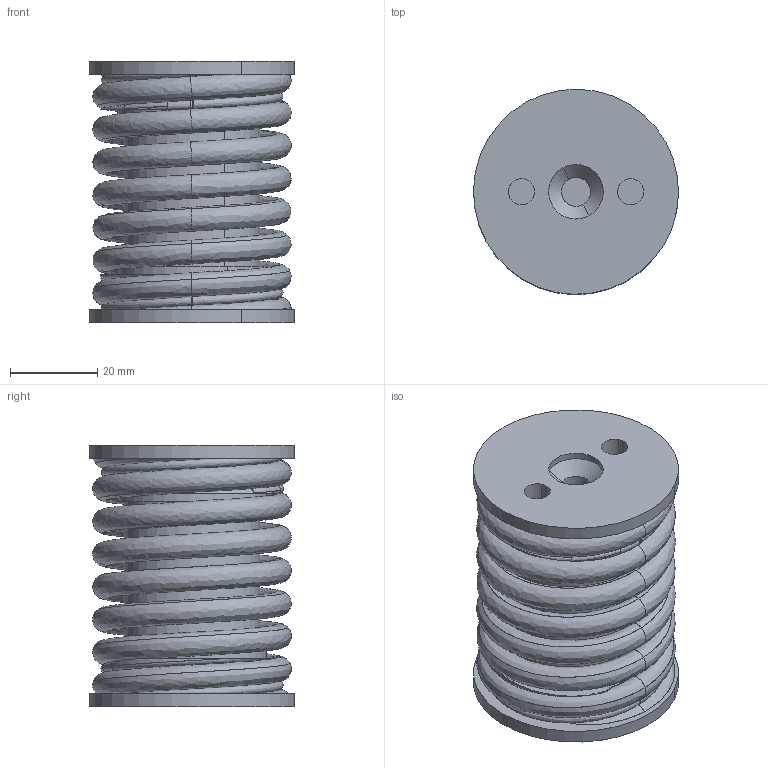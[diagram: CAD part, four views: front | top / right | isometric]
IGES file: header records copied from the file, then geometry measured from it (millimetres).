
Start section: START RECORD GO HERE.
Global section: file name: V1B1114-XX-SI-AMORTISSEUR.igs; native system: DASSAULT SYSTEMES CATIA Version 5-6 Release 2019 - www.3ds.com; preprocessor: V5-6R2019_5.29.3.0.06-20-2019.20.00; author: A0H03063; organization: SD6; date: 20200911.161000; units: millimetre
Bounding box: 46.99 x 46.99 x 60 mm (x, y, z)
Surface area: 33290.4 mm2 (no closed solid volume)
Topology: 0 solids, 0 shells, 121 faces, 531 edges, 529 vertices
Faces by surface type: bspline 69, revolution 36, plane 16
